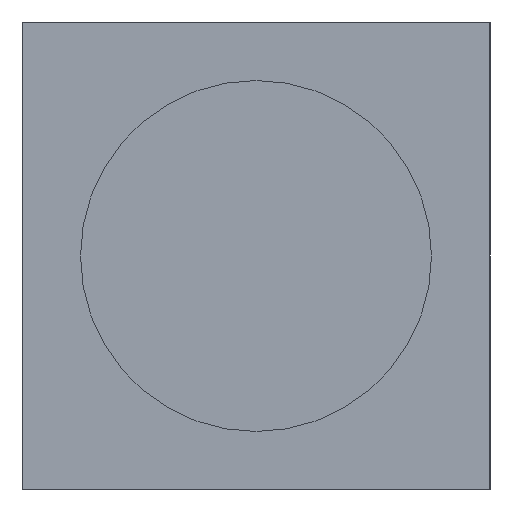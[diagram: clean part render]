
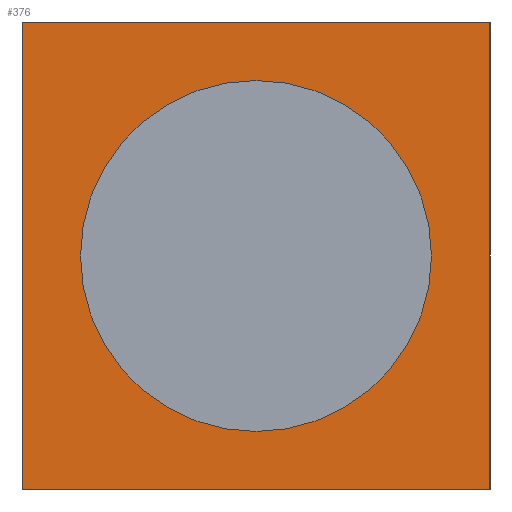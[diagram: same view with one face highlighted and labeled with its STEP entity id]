
A CAD part, left-side view. The second image highlights one B-rep face of the part: STEP entity #376.
In plain terms, the highlighted planar face has unit normal (-1, 0, 0).
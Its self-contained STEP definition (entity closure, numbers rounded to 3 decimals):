
#19 = LINE ( 'NONE', #382, #47 ) ;
#25 = DIRECTION ( 'NONE',  ( 1., 0., 0. ) ) ;
#38 = CARTESIAN_POINT ( 'NONE',  ( 0., 0., -7.5 ) ) ;
#41 = CARTESIAN_POINT ( 'NONE',  ( 0., 10., 10. ) ) ;
#43 = DIRECTION ( 'NONE',  ( 0., 1., 0. ) ) ;
#47 = VECTOR ( 'NONE', #225, 1000. ) ;
#60 = CARTESIAN_POINT ( 'NONE',  ( 0., 10., -10. ) ) ;
#105 = VECTOR ( 'NONE', #184, 1000. ) ;
#111 = VERTEX_POINT ( 'NONE', #420 ) ;
#120 = CARTESIAN_POINT ( 'NONE',  ( 0., 10., 10. ) ) ;
#121 = CARTESIAN_POINT ( 'NONE',  ( 0., 0., 0. ) ) ;
#143 = DIRECTION ( 'NONE',  ( 0., 0., -1. ) ) ;
#184 = DIRECTION ( 'NONE',  ( 0., 0., -1. ) ) ;
#191 = CARTESIAN_POINT ( 'NONE',  ( 0., -10., 10. ) ) ;
#196 = CARTESIAN_POINT ( 'NONE',  ( 0., -10., -10. ) ) ;
#197 = FACE_BOUND ( 'NONE', #276, .T. ) ;
#210 = EDGE_CURVE ( 'NONE', #478, #378, #19, .T. ) ;
#221 = VECTOR ( 'NONE', #443, 1000. ) ;
#224 = VERTEX_POINT ( 'NONE', #60 ) ;
#225 = DIRECTION ( 'NONE',  ( 0., -1., 0. ) ) ;
#234 = ORIENTED_EDGE ( 'NONE', *, *, #373, .F. ) ;
#236 = DIRECTION ( 'NONE',  ( -1., 0., 0. ) ) ;
#245 = VERTEX_POINT ( 'NONE', #38 ) ;
#247 = DIRECTION ( 'NONE',  ( 0., 0., -1. ) ) ;
#257 = AXIS2_PLACEMENT_3D ( 'NONE', #517, #25, #143 ) ;
#263 = EDGE_CURVE ( 'NONE', #484, #245, #345, .T. ) ;
#264 = ORIENTED_EDGE ( 'NONE', *, *, #400, .F. ) ;
#276 = EDGE_LOOP ( 'NONE', ( #405, #463 ) ) ;
#288 = FACE_OUTER_BOUND ( 'NONE', #331, .T. ) ;
#299 = AXIS2_PLACEMENT_3D ( 'NONE', #469, #236, #366 ) ;
#303 = ORIENTED_EDGE ( 'NONE', *, *, #459, .F. ) ;
#321 = DIRECTION ( 'NONE',  ( 1., 0., 0. ) ) ;
#331 = EDGE_LOOP ( 'NONE', ( #461, #303, #264, #234 ) ) ;
#345 = CIRCLE ( 'NONE', #257, 7.5 ) ;
#350 = AXIS2_PLACEMENT_3D ( 'NONE', #121, #321, #247 ) ;
#366 = DIRECTION ( 'NONE',  ( 0., 0., 1. ) ) ;
#373 = EDGE_CURVE ( 'NONE', #378, #111, #485, .T. ) ;
#376 = ADVANCED_FACE ( 'NONE', ( #288, #197 ), #427, .T. ) ;
#377 = LINE ( 'NONE', #196, #384 ) ;
#378 = VERTEX_POINT ( 'NONE', #508 ) ;
#382 = CARTESIAN_POINT ( 'NONE',  ( 0., -10., 10. ) ) ;
#384 = VECTOR ( 'NONE', #43, 1000. ) ;
#400 = EDGE_CURVE ( 'NONE', #111, #224, #377, .T. ) ;
#405 = ORIENTED_EDGE ( 'NONE', *, *, #263, .T. ) ;
#418 = EDGE_CURVE ( 'NONE', #245, #484, #444, .T. ) ;
#420 = CARTESIAN_POINT ( 'NONE',  ( 0., -10., -10. ) ) ;
#427 = PLANE ( 'NONE',  #299 ) ;
#432 = LINE ( 'NONE', #120, #221 ) ;
#443 = DIRECTION ( 'NONE',  ( 0., 0., 1. ) ) ;
#444 = CIRCLE ( 'NONE', #350, 7.5 ) ;
#459 = EDGE_CURVE ( 'NONE', #224, #478, #432, .T. ) ;
#461 = ORIENTED_EDGE ( 'NONE', *, *, #210, .F. ) ;
#463 = ORIENTED_EDGE ( 'NONE', *, *, #418, .T. ) ;
#469 = CARTESIAN_POINT ( 'NONE',  ( 0., 0., 0. ) ) ;
#478 = VERTEX_POINT ( 'NONE', #41 ) ;
#484 = VERTEX_POINT ( 'NONE', #525 ) ;
#485 = LINE ( 'NONE', #191, #105 ) ;
#508 = CARTESIAN_POINT ( 'NONE',  ( 0., -10., 10. ) ) ;
#517 = CARTESIAN_POINT ( 'NONE',  ( 0., 0., 0. ) ) ;
#525 = CARTESIAN_POINT ( 'NONE',  ( 0., 0., 7.5 ) ) ;
